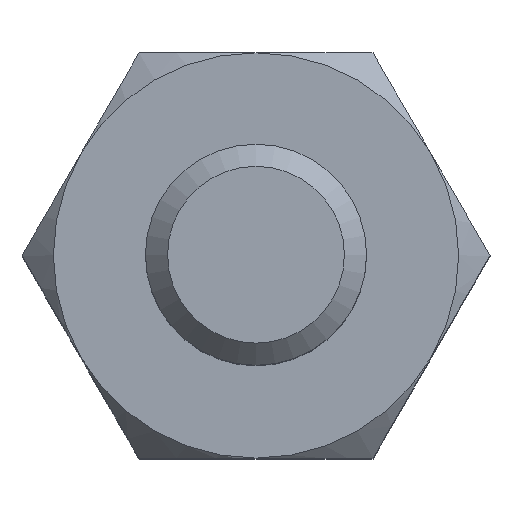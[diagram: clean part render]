
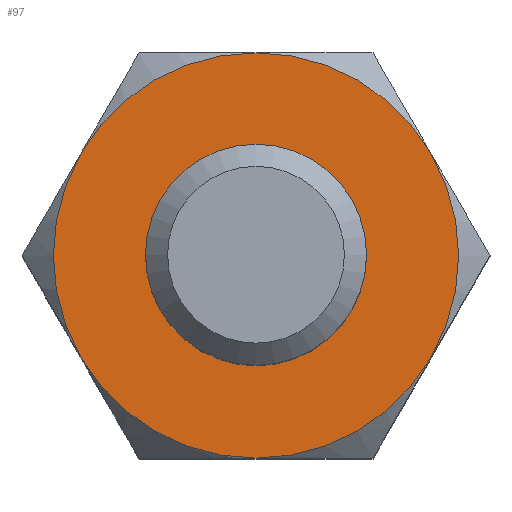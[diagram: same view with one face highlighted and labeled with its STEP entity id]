
A CAD part, top view. The second image highlights one B-rep face of the part: STEP entity #97.
In plain terms, the highlighted planar face has unit normal (0, 0, 1).
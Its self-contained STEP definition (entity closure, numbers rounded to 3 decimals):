
#97 = ADVANCED_FACE( '', ( #204, #205 ), #206, .F. );
#204 = FACE_BOUND( '', #316, .T. );
#205 = FACE_OUTER_BOUND( '', #317, .T. );
#206 = PLANE( '', #318 );
#316 = EDGE_LOOP( '', ( #502 ) );
#317 = EDGE_LOOP( '', ( #503, #504, #505, #506, #507, #508 ) );
#318 = AXIS2_PLACEMENT_3D( '', #509, #510, #511 );
#502 = ORIENTED_EDGE( '', *, *, #628, .T. );
#503 = ORIENTED_EDGE( '', *, *, #652, .T. );
#504 = ORIENTED_EDGE( '', *, *, #601, .T. );
#505 = ORIENTED_EDGE( '', *, *, #626, .T. );
#506 = ORIENTED_EDGE( '', *, *, #610, .T. );
#507 = ORIENTED_EDGE( '', *, *, #619, .T. );
#508 = ORIENTED_EDGE( '', *, *, #636, .T. );
#509 = CARTESIAN_POINT( '', ( 0., 0., 0. ) );
#510 = DIRECTION( '', ( 0., 0., -1. ) );
#511 = DIRECTION( '', ( -1., 0., 0. ) );
#601 = EDGE_CURVE( '', #696, #699, #701, .F. );
#610 = EDGE_CURVE( '', #677, #713, #715, .F. );
#619 = EDGE_CURVE( '', #713, #709, #729, .F. );
#626 = EDGE_CURVE( '', #699, #677, #738, .F. );
#628 = EDGE_CURVE( '', #740, #740, #741, .T. );
#636 = EDGE_CURVE( '', #709, #750, #752, .T. );
#652 = EDGE_CURVE( '', #750, #696, #771, .F. );
#677 = VERTEX_POINT( '', #810 );
#696 = VERTEX_POINT( '', #853 );
#699 = VERTEX_POINT( '', #861 );
#701 = CIRCLE( '', #870, 2.75 );
#709 = VERTEX_POINT( '', #887 );
#713 = VERTEX_POINT( '', #905 );
#715 = CIRCLE( '', #914, 2.75 );
#729 = CIRCLE( '', #940, 2.75 );
#738 = CIRCLE( '', #961, 2.75 );
#740 = VERTEX_POINT( '', #963 );
#741 = CIRCLE( '', #964, 1.3 );
#750 = VERTEX_POINT( '', #987 );
#752 = CIRCLE( '', #996, 2.75 );
#771 = CIRCLE( '', #1034, 2.75 );
#810 = CARTESIAN_POINT( '', ( 2.382, -1.375, 0. ) );
#853 = CARTESIAN_POINT( '', ( -2.382, -1.375, 0. ) );
#861 = CARTESIAN_POINT( '', ( 0., -2.75, 0. ) );
#870 = AXIS2_PLACEMENT_3D( '', #1077, #1078, #1079 );
#887 = CARTESIAN_POINT( '', ( 0., 2.75, 0. ) );
#905 = CARTESIAN_POINT( '', ( 2.382, 1.375, 0. ) );
#914 = AXIS2_PLACEMENT_3D( '', #1082, #1083, #1084 );
#940 = AXIS2_PLACEMENT_3D( '', #1094, #1095, #1096 );
#961 = AXIS2_PLACEMENT_3D( '', #1103, #1104, #1105 );
#963 = CARTESIAN_POINT( '', ( -1.3, 0., 0. ) );
#964 = AXIS2_PLACEMENT_3D( '', #1106, #1107, #1108 );
#987 = CARTESIAN_POINT( '', ( -2.382, 1.375, 0. ) );
#996 = AXIS2_PLACEMENT_3D( '', #1111, #1112, #1113 );
#1034 = AXIS2_PLACEMENT_3D( '', #1129, #1130, #1131 );
#1077 = CARTESIAN_POINT( '', ( 0., 0., 0. ) );
#1078 = DIRECTION( '', ( 0., 0., -1. ) );
#1079 = DIRECTION( '', ( -1., 0., 0. ) );
#1082 = CARTESIAN_POINT( '', ( 0., 0., 0. ) );
#1083 = DIRECTION( '', ( 0., 0., -1. ) );
#1084 = DIRECTION( '', ( -1., 0., 0. ) );
#1094 = CARTESIAN_POINT( '', ( 0., 0., 0. ) );
#1095 = DIRECTION( '', ( 0., 0., -1. ) );
#1096 = DIRECTION( '', ( -1., 0., 0. ) );
#1103 = CARTESIAN_POINT( '', ( 0., 0., 0. ) );
#1104 = DIRECTION( '', ( 0., 0., -1. ) );
#1105 = DIRECTION( '', ( -1., 0., 0. ) );
#1106 = CARTESIAN_POINT( '', ( 0., 0., 0. ) );
#1107 = DIRECTION( '', ( 0., 0., -1. ) );
#1108 = DIRECTION( '', ( -1., 0., 0. ) );
#1111 = CARTESIAN_POINT( '', ( 0., 0., 0. ) );
#1112 = DIRECTION( '', ( 0., 0., 1. ) );
#1113 = DIRECTION( '', ( 1., 0., 0. ) );
#1129 = CARTESIAN_POINT( '', ( 0., 0., 0. ) );
#1130 = DIRECTION( '', ( 0., 0., -1. ) );
#1131 = DIRECTION( '', ( -1., 0., 0. ) );
